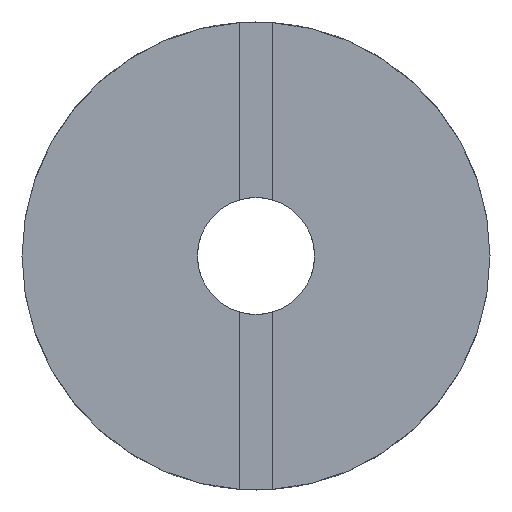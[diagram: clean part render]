
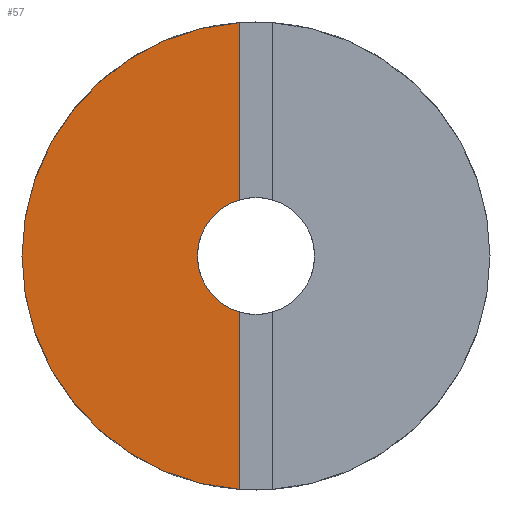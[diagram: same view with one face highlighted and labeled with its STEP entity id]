
A CAD part, front view. The second image highlights one B-rep face of the part: STEP entity #57.
In plain terms, the highlighted planar face has unit normal (0, -1, 0).
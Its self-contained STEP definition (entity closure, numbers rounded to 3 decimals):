
#57=ADVANCED_FACE('',(#122),#123,.T.);
#122=FACE_OUTER_BOUND('',#195,.T.);
#123=PLANE('',#196);
#195=EDGE_LOOP('',(#304,#305,#306,#307,#308,#309));
#196=AXIS2_PLACEMENT_3D('',#310,#311,#312);
#304=ORIENTED_EDGE('',*,*,#459,.T.);
#305=ORIENTED_EDGE('',*,*,#468,.T.);
#306=ORIENTED_EDGE('',*,*,#471,.T.);
#307=ORIENTED_EDGE('',*,*,#450,.T.);
#308=ORIENTED_EDGE('',*,*,#472,.T.);
#309=ORIENTED_EDGE('',*,*,#473,.T.);
#310=CARTESIAN_POINT('',(0.0,-20.0,0.));
#311=DIRECTION('',(0.0,-1.0,0.));
#312=DIRECTION('',(1.0,0.0,0.0));
#450=EDGE_CURVE('',#538,#536,#539,.T.);
#459=EDGE_CURVE('',#555,#553,#556,.T.);
#468=EDGE_CURVE('',#553,#569,#571,.T.);
#471=EDGE_CURVE('',#569,#538,#574,.T.);
#472=EDGE_CURVE('',#536,#575,#576,.T.);
#473=EDGE_CURVE('',#575,#555,#577,.T.);
#536=VERTEX_POINT('',#650);
#538=VERTEX_POINT('',#653);
#539=CIRCLE('',#654,1.75);
#553=VERTEX_POINT('',#671);
#555=VERTEX_POINT('',#674);
#556=CIRCLE('',#675,7.0);
#569=VERTEX_POINT('',#691);
#571=CIRCLE('',#694,7.0);
#574=LINE('',#697,#698);
#575=VERTEX_POINT('',#699);
#576=CIRCLE('',#700,1.75);
#577=LINE('',#701,#702);
#650=CARTESIAN_POINT('',(-1.75,-20.0,0.));
#653=CARTESIAN_POINT('',(-0.5,-20.0,-1.677));
#654=AXIS2_PLACEMENT_3D('',#773,#774,#775);
#671=CARTESIAN_POINT('',(-7.0,-20.0,0.));
#674=CARTESIAN_POINT('',(-0.5,-20.0,6.982));
#675=AXIS2_PLACEMENT_3D('',#789,#790,#791);
#691=CARTESIAN_POINT('',(-0.5,-20.0,-6.982));
#694=AXIS2_PLACEMENT_3D('',#805,#806,#807);
#697=CARTESIAN_POINT('',(-0.5,-20.0,-7.0));
#698=VECTOR('',#811,1000.0);
#699=CARTESIAN_POINT('',(-0.5,-20.0,1.677));
#700=AXIS2_PLACEMENT_3D('',#812,#813,#814);
#701=CARTESIAN_POINT('',(-0.5,-20.0,-7.0));
#702=VECTOR('',#815,1000.0);
#773=CARTESIAN_POINT('',(0.0,-20.0,0.));
#774=DIRECTION('',(0.0,1.0,0.));
#775=DIRECTION('',(-1.0,0.0,0.0));
#789=CARTESIAN_POINT('',(0.0,-20.0,0.));
#790=DIRECTION('',(0.0,-1.0,0.));
#791=DIRECTION('',(1.0,0.0,0.0));
#805=CARTESIAN_POINT('',(0.0,-20.0,0.));
#806=DIRECTION('',(0.0,-1.0,0.));
#807=DIRECTION('',(1.0,0.0,0.0));
#811=DIRECTION('',(0.,0.,1.0));
#812=CARTESIAN_POINT('',(0.0,-20.0,0.));
#813=DIRECTION('',(0.0,1.0,0.));
#814=DIRECTION('',(-1.0,0.0,0.0));
#815=DIRECTION('',(0.,0.,1.0));
